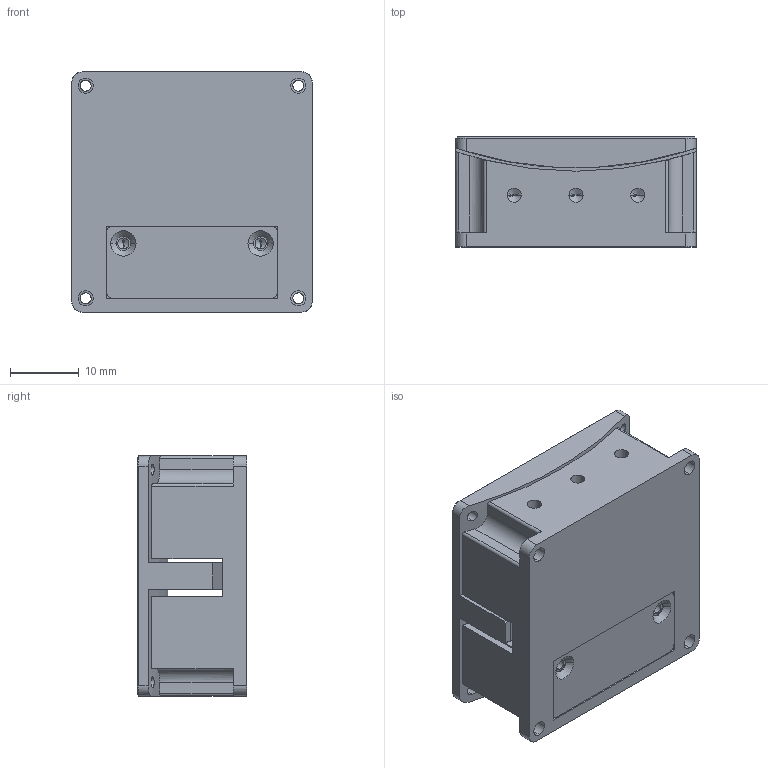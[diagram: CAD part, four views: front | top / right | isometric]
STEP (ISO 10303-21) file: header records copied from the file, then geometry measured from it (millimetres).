
FILE_DESCRIPTION (( 'STEP AP203' ), '1' );
FILE_NAME ('Goniometer35-theta_web.STEP', '2025-09-01T09:29:07', ( '' ), ( '' ), 'SwSTEP 2.0', 'SolidWorks 2020', '' );
FILE_SCHEMA (( 'CONFIG_CONTROL_DESIGN' ));
Length unit declared in the file: millimetre
Products named in the file (6): 葩璃 block^Goniometer35-theta_web; 葩璃 Runner^Goniometer35-theta_web; 葩璃 Cover^Goniometer35-theta_web; 葩璃 Base^Goniometer35-theta_web; Goniometer35-theta_web; 葩璃 m2-D3L1.5T0.6^Goniometer35-theta_web
Assembly tree (6 placements, depth 2):
  Goniometer35-theta_web
    葩璃 Base^Goniometer35-theta_web
    葩璃 block^Goniometer35-theta_web
    葩璃 Cover^Goniometer35-theta_web
    葩璃 Runner^Goniometer35-theta_web
    葩璃 m2-D3L1.5T0.6^Goniometer35-theta_web  x2
Bounding box: 35 x 16 x 35 mm (x, y, z)
Volume: 16320.5 mm3; surface area: 10148.1 mm2
Topology: 6 solids, 6 shells, 290 faces, 742 edges, 459 vertices
Faces by surface type: cylinder 128, plane 84, cone 78
Entity records: 9657 total; most frequent: CARTESIAN_POINT 2194, DIRECTION 1449, ORIENTED_EDGE 1388, EDGE_CURVE 694, AXIS2_PLACEMENT_3D 539, VERTEX_POINT 438, VECTOR 371, LINE 371
